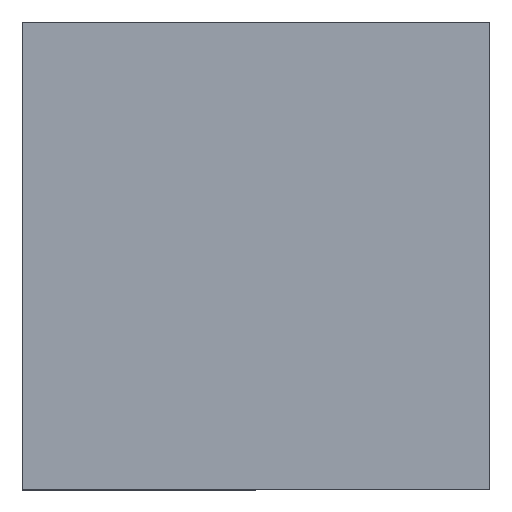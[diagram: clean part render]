
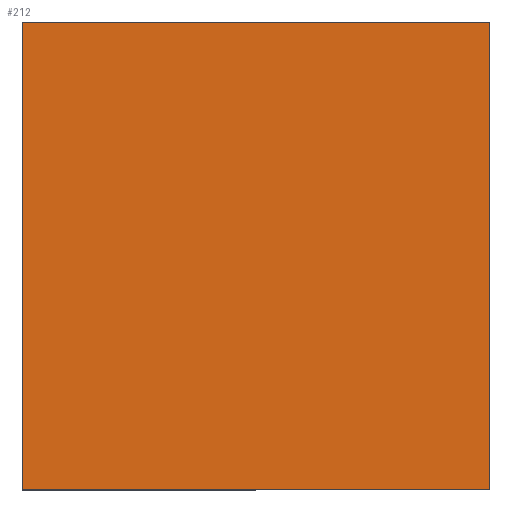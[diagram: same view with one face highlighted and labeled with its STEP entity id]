
A CAD part, top view. The second image highlights one B-rep face of the part: STEP entity #212.
In plain terms, the highlighted planar face has unit normal (0, 0, 1).
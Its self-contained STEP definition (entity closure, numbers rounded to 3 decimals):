
#1 = VERTEX_POINT ( 'NONE', #97 ) ;
#7 = DIRECTION ( 'NONE',  ( 0., 1., 0. ) ) ;
#9 = EDGE_CURVE ( 'NONE', #123, #1, #27, .T. ) ;
#12 = ORIENTED_EDGE ( 'NONE', *, *, #235, .T. ) ;
#27 = LINE ( 'NONE', #234, #32 ) ;
#32 = VECTOR ( 'NONE', #81, 1000. ) ;
#40 = VECTOR ( 'NONE', #7, 1000. ) ;
#41 = ORIENTED_EDGE ( 'NONE', *, *, #68, .T. ) ;
#44 = PLANE ( 'NONE',  #154 ) ;
#46 = CARTESIAN_POINT ( 'NONE',  ( -12.5, 12.5, 4.75 ) ) ;
#59 = VECTOR ( 'NONE', #114, 1000. ) ;
#68 = EDGE_CURVE ( 'NONE', #231, #201, #147, .T. ) ;
#73 = DIRECTION ( 'NONE',  ( 1., 0., 0. ) ) ;
#76 = CARTESIAN_POINT ( 'NONE',  ( 0., 0., 4.75 ) ) ;
#81 = DIRECTION ( 'NONE',  ( 1., 0., 0. ) ) ;
#87 = CARTESIAN_POINT ( 'NONE',  ( 12.5, 12.5, 4.75 ) ) ;
#97 = CARTESIAN_POINT ( 'NONE',  ( 12.5, -12.5, 4.75 ) ) ;
#99 = LINE ( 'NONE', #186, #59 ) ;
#102 = ORIENTED_EDGE ( 'NONE', *, *, #9, .T. ) ;
#105 = EDGE_CURVE ( 'NONE', #201, #123, #99, .T. ) ;
#107 = LINE ( 'NONE', #173, #40 ) ;
#109 = CARTESIAN_POINT ( 'NONE',  ( 12.5, 12.5, 4.75 ) ) ;
#114 = DIRECTION ( 'NONE',  ( 0., -1., 0. ) ) ;
#123 = VERTEX_POINT ( 'NONE', #228 ) ;
#137 = EDGE_LOOP ( 'NONE', ( #145, #102, #12, #41 ) ) ;
#140 = VECTOR ( 'NONE', #143, 1000. ) ;
#143 = DIRECTION ( 'NONE',  ( -1., 0., 0. ) ) ;
#145 = ORIENTED_EDGE ( 'NONE', *, *, #105, .T. ) ;
#147 = LINE ( 'NONE', #87, #140 ) ;
#148 = DIRECTION ( 'NONE',  ( 0., 0., 1. ) ) ;
#154 = AXIS2_PLACEMENT_3D ( 'NONE', #76, #148, #73 ) ;
#173 = CARTESIAN_POINT ( 'NONE',  ( 12.5, -12.5, 4.75 ) ) ;
#186 = CARTESIAN_POINT ( 'NONE',  ( -12.5, -12.5, 4.75 ) ) ;
#193 = FACE_OUTER_BOUND ( 'NONE', #137, .T. ) ;
#201 = VERTEX_POINT ( 'NONE', #46 ) ;
#212 = ADVANCED_FACE ( 'NONE', ( #193 ), #44, .T. ) ;
#228 = CARTESIAN_POINT ( 'NONE',  ( -12.5, -12.5, 4.75 ) ) ;
#231 = VERTEX_POINT ( 'NONE', #109 ) ;
#234 = CARTESIAN_POINT ( 'NONE',  ( 12.5, -12.5, 4.75 ) ) ;
#235 = EDGE_CURVE ( 'NONE', #1, #231, #107, .T. ) ;
